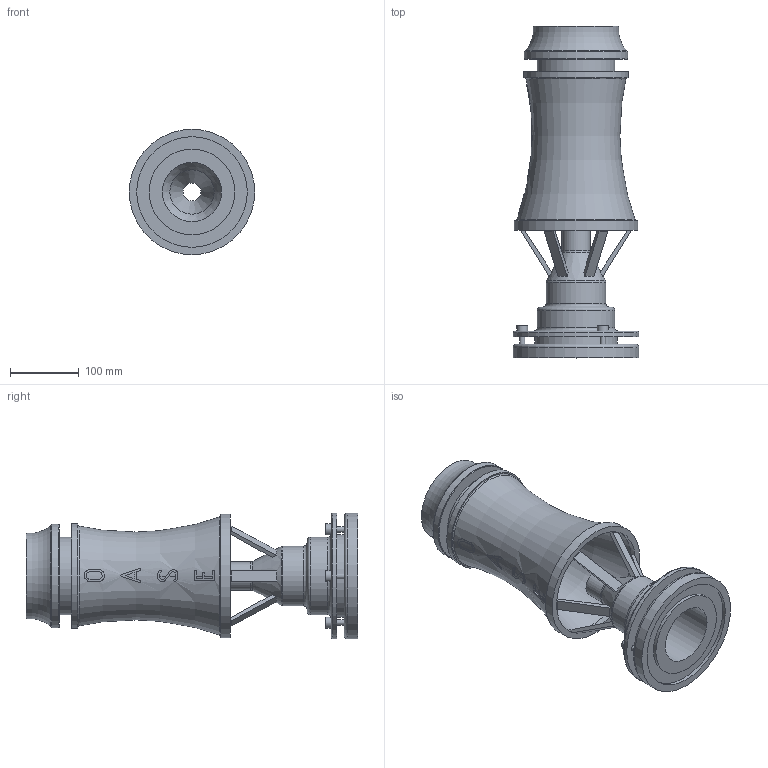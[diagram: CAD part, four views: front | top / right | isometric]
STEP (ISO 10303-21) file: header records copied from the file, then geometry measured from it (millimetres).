
FILE_DESCRIPTION(/* description */ (''),/* implementation_level */ '2;1');
FILE_NAME(/* name */ '50995_Geiser 100T.stp',/* time_stamp */ '2014-04-23T10:03:03+02:00',/* author */ ('guzb562'),/* organization */ (''),/* preprocessor_version */ 'ST-DEVELOPER v15.2',/* originating_system */ 'Autodesk Inventor 2014',/* authorisation */ '');
FILE_SCHEMA (('AUTOMOTIVE_DESIGN { 1 0 10303 214 3 1 1 }'));
Length unit declared in the file: millimetre
Products named in the file (1): 50995_Geiser 100T
Bounding box: 183 x 483.62 x 183 mm (x, y, z)
Volume: 496112.7 mm3; surface area: 491176.8 mm2
Topology: 1 solids, 2 shells, 171 faces, 444 edges, 287 vertices
Faces by surface type: plane 95, cylinder 42, torus 27, cone 7
Full cylindrical faces by diameter (mm): 8 x3, 16 x3, 26 x1, 41 x1, 64.687 x1, 85.937 x1, 87 x1, 91.107 x1, 113 x1, 113.352 x1, 120.805 x1, 124.761 x1, 151 x1, 153 x1, 161.198 x1, 180 x1, 183 x2
Entity records: 5882 total; most frequent: CARTESIAN_POINT 2109, ORIENTED_EDGE 736, DIRECTION 711, EDGE_CURVE 367, AXIS2_PLACEMENT_3D 278, VERTEX_POINT 266, EDGE_LOOP 251, ADVANCED_FACE 167
